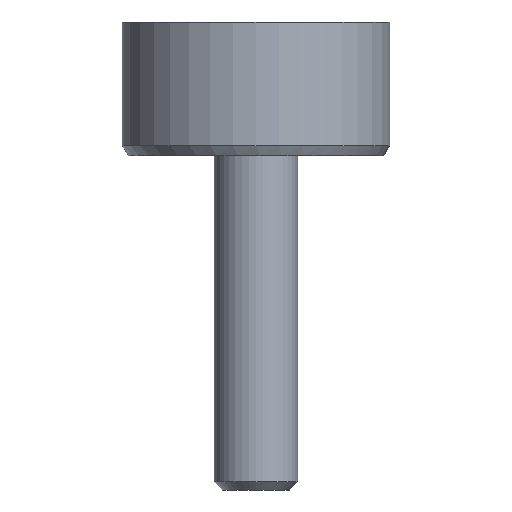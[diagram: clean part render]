
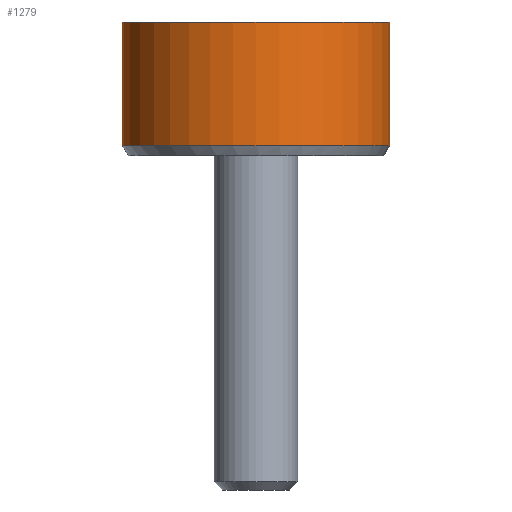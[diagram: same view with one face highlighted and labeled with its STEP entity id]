
A CAD part, front view. The second image highlights one B-rep face of the part: STEP entity #1279.
In plain terms, the highlighted cylindrical face has radius 4 mm (diameter 8 mm), a full revolution.
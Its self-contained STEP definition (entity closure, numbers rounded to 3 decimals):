
#160=FACE_OUTER_BOUND('',#236,.T.);
#236=EDGE_LOOP('',(#1197,#1198,#1199,#1200));
#293=CIRCLE('',#1337,4.);
#308=CIRCLE('',#1369,4.);
#420=LINE('',#2379,#531);
#531=VECTOR('',#1620,4.);
#624=VERTEX_POINT('',#2285);
#653=VERTEX_POINT('',#2374);
#792=EDGE_CURVE('',#624,#624,#293,.T.);
#836=EDGE_CURVE('',#653,#653,#308,.T.);
#838=EDGE_CURVE('',#624,#653,#420,.T.);
#1197=ORIENTED_EDGE('',*,*,#792,.T.);
#1198=ORIENTED_EDGE('',*,*,#838,.T.);
#1199=ORIENTED_EDGE('',*,*,#836,.F.);
#1200=ORIENTED_EDGE('',*,*,#838,.F.);
#1211=CYLINDRICAL_SURFACE('',#1371,4.);
#1279=ADVANCED_FACE('',(#160),#1211,.T.);
#1337=AXIS2_PLACEMENT_3D('',#2286,#1521,#1522);
#1369=AXIS2_PLACEMENT_3D('',#2376,#1614,#1615);
#1371=AXIS2_PLACEMENT_3D('',#2378,#1618,#1619);
#1521=DIRECTION('center_axis',(0.,0.,-1.));
#1522=DIRECTION('ref_axis',(-1.,0.,0.));
#1614=DIRECTION('center_axis',(0.,0.,-1.));
#1615=DIRECTION('ref_axis',(-1.,0.,0.));
#1618=DIRECTION('center_axis',(0.,0.,1.));
#1619=DIRECTION('ref_axis',(-1.,0.,0.));
#1620=DIRECTION('',(0.,0.,-1.));
#2285=CARTESIAN_POINT('',(4.,0.,4.));
#2286=CARTESIAN_POINT('Origin',(0.,0.,4.));
#2374=CARTESIAN_POINT('',(4.,0.,0.3));
#2376=CARTESIAN_POINT('Origin',(0.,0.,0.3));
#2378=CARTESIAN_POINT('Origin',(0.,0.,0.));
#2379=CARTESIAN_POINT('',(4.,0.,0.));
